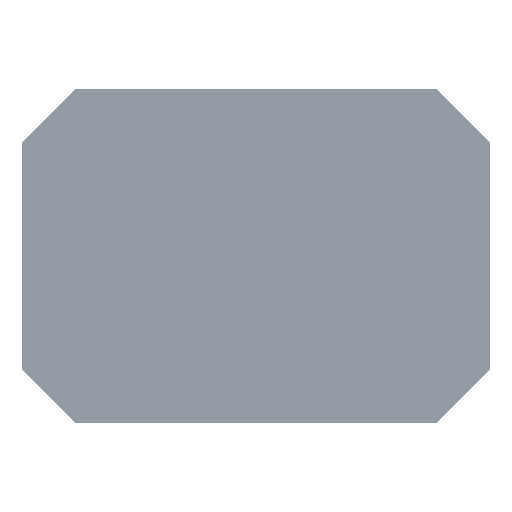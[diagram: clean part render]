
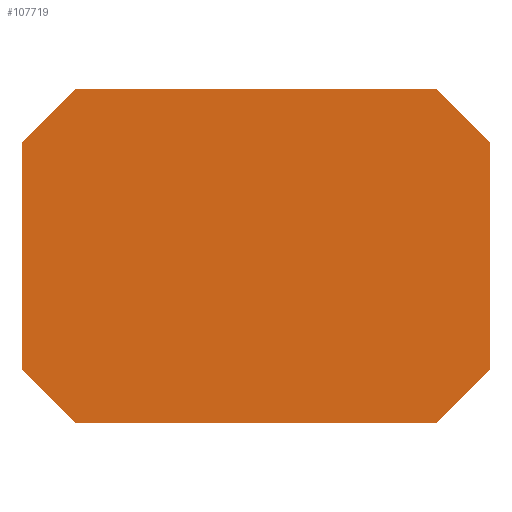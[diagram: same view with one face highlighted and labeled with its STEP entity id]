
A CAD part, front view. The second image highlights one B-rep face of the part: STEP entity #107719.
In plain terms, the highlighted planar face has unit normal (0, -1, 0).
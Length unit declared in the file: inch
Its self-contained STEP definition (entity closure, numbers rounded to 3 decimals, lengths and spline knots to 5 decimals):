
#3367 = EDGE_CURVE ( 'NONE', #97201, #38739, #83439, .T. ) ;
#5190 = CARTESIAN_POINT ( 'NONE',  ( 0.875, 0., -0.625 ) ) ;
#7743 = CARTESIAN_POINT ( 'NONE',  ( 0.675, 0., -0.625 ) ) ;
#8389 = DIRECTION ( 'NONE',  ( 0., 0., 1. ) ) ;
#8454 = CARTESIAN_POINT ( 'NONE',  ( -0.675, 0., 0.625 ) ) ;
#10131 = DIRECTION ( 'NONE',  ( 0., 1., 0. ) ) ;
#10236 = CARTESIAN_POINT ( 'NONE',  ( 0.875, 0., 0.425 ) ) ;
#10752 = VECTOR ( 'NONE', #52377, 39.37008 ) ;
#11249 = FACE_OUTER_BOUND ( 'NONE', #90934, .T. ) ;
#12357 = DIRECTION ( 'NONE',  ( 1., 0., 0. ) ) ;
#12738 = ORIENTED_EDGE ( 'NONE', *, *, #50975, .F. ) ;
#15642 = LINE ( 'NONE', #7743, #19781 ) ;
#16261 = LINE ( 'NONE', #50608, #39165 ) ;
#17059 = CARTESIAN_POINT ( 'NONE',  ( -0.675, 0., -0.625 ) ) ;
#17851 = VERTEX_POINT ( 'NONE', #17059 ) ;
#19145 = PLANE ( 'NONE',  #48549 ) ;
#19781 = VECTOR ( 'NONE', #85967, 39.37008 ) ;
#24166 = LINE ( 'NONE', #101304, #91393 ) ;
#24216 = EDGE_CURVE ( 'NONE', #97201, #29537, #71506, .T. ) ;
#26206 = LINE ( 'NONE', #87554, #41798 ) ;
#28086 = VERTEX_POINT ( 'NONE', #45826 ) ;
#29537 = VERTEX_POINT ( 'NONE', #33957 ) ;
#31171 = EDGE_CURVE ( 'NONE', #89457, #28086, #24166, .T. ) ;
#33775 = EDGE_CURVE ( 'NONE', #102741, #38739, #15642, .T. ) ;
#33957 = CARTESIAN_POINT ( 'NONE',  ( 0.675, 0., 0.625 ) ) ;
#38728 = CARTESIAN_POINT ( 'NONE',  ( -0.875, 0., -0.425 ) ) ;
#38739 = VERTEX_POINT ( 'NONE', #71238 ) ;
#39165 = VECTOR ( 'NONE', #84940, 39.37008 ) ;
#39530 = DIRECTION ( 'NONE',  ( 0., 0., -1. ) ) ;
#41798 = VECTOR ( 'NONE', #104444, 39.37008 ) ;
#44966 = LINE ( 'NONE', #38728, #107950 ) ;
#45826 = CARTESIAN_POINT ( 'NONE',  ( -0.875, 0., 0.425 ) ) ;
#48549 = AXIS2_PLACEMENT_3D ( 'NONE', #79384, #10131, #12357 ) ;
#50608 = CARTESIAN_POINT ( 'NONE',  ( -0.875, 0., 0.625 ) ) ;
#50975 = EDGE_CURVE ( 'NONE', #60885, #29537, #16261, .T. ) ;
#52377 = DIRECTION ( 'NONE',  ( -1., 0., 0. ) ) ;
#56487 = CARTESIAN_POINT ( 'NONE',  ( 0.675, 0., -0.625 ) ) ;
#60885 = VERTEX_POINT ( 'NONE', #8454 ) ;
#62772 = ORIENTED_EDGE ( 'NONE', *, *, #104030, .F. ) ;
#63597 = EDGE_CURVE ( 'NONE', #60885, #28086, #26206, .T. ) ;
#65720 = ORIENTED_EDGE ( 'NONE', *, *, #24216, .T. ) ;
#70855 = ORIENTED_EDGE ( 'NONE', *, *, #63597, .T. ) ;
#71238 = CARTESIAN_POINT ( 'NONE',  ( 0.875, 0., -0.425 ) ) ;
#71506 = LINE ( 'NONE', #79974, #80314 ) ;
#74184 = VECTOR ( 'NONE', #39530, 39.37008 ) ;
#77702 = EDGE_CURVE ( 'NONE', #89457, #17851, #44966, .T. ) ;
#79384 = CARTESIAN_POINT ( 'NONE',  ( 0., 0., 0. ) ) ;
#79974 = CARTESIAN_POINT ( 'NONE',  ( 0.875, 0., 0.425 ) ) ;
#80221 = CARTESIAN_POINT ( 'NONE',  ( -0.875, 0., -0.425 ) ) ;
#80314 = VECTOR ( 'NONE', #104749, 39.37008 ) ;
#83439 = LINE ( 'NONE', #5190, #74184 ) ;
#84940 = DIRECTION ( 'NONE',  ( 1., 0., 0. ) ) ;
#85967 = DIRECTION ( 'NONE',  ( 0.707, 0., 0.707 ) ) ;
#87554 = CARTESIAN_POINT ( 'NONE',  ( -0.675, 0., 0.625 ) ) ;
#88748 = ORIENTED_EDGE ( 'NONE', *, *, #33775, .T. ) ;
#89457 = VERTEX_POINT ( 'NONE', #80221 ) ;
#90934 = EDGE_LOOP ( 'NONE', ( #12738, #70855, #103644, #94037, #62772, #88748, #98957, #65720 ) ) ;
#91393 = VECTOR ( 'NONE', #8389, 39.37008 ) ;
#94037 = ORIENTED_EDGE ( 'NONE', *, *, #77702, .T. ) ;
#95152 = CARTESIAN_POINT ( 'NONE',  ( -0.875, 0., -0.625 ) ) ;
#95708 = LINE ( 'NONE', #95152, #10752 ) ;
#97201 = VERTEX_POINT ( 'NONE', #10236 ) ;
#98957 = ORIENTED_EDGE ( 'NONE', *, *, #3367, .F. ) ;
#101304 = CARTESIAN_POINT ( 'NONE',  ( -0.875, 0., -0.625 ) ) ;
#102741 = VERTEX_POINT ( 'NONE', #56487 ) ;
#103644 = ORIENTED_EDGE ( 'NONE', *, *, #31171, .F. ) ;
#104030 = EDGE_CURVE ( 'NONE', #102741, #17851, #95708, .T. ) ;
#104444 = DIRECTION ( 'NONE',  ( -0.707, 0., -0.707 ) ) ;
#104749 = DIRECTION ( 'NONE',  ( -0.707, 0., 0.707 ) ) ;
#106871 = DIRECTION ( 'NONE',  ( 0.707, 0., -0.707 ) ) ;
#107719 = ADVANCED_FACE ( 'NONE', ( #11249 ), #19145, .F. ) ;
#107950 = VECTOR ( 'NONE', #106871, 39.37008 ) ;
